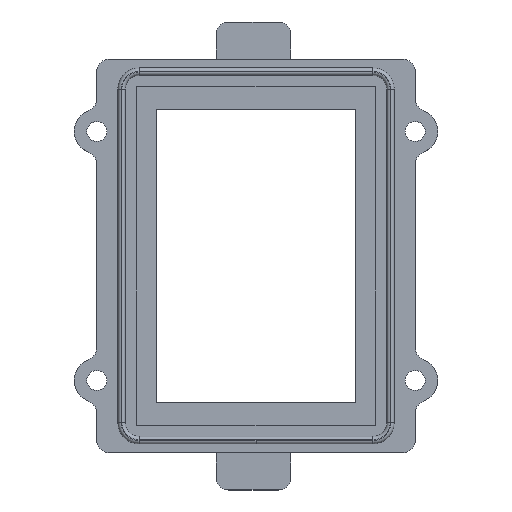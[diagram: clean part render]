
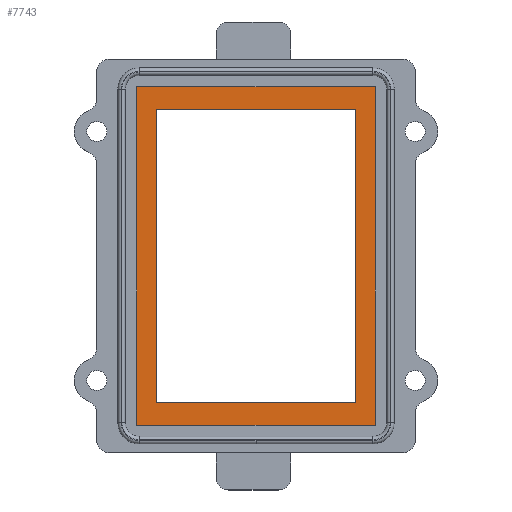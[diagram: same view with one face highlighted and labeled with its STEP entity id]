
A CAD part, top view. The second image highlights one B-rep face of the part: STEP entity #7743.
In plain terms, the highlighted planar face has unit normal (0, 0, 1).
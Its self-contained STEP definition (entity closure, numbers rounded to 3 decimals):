
#507 = PLANE('',#508);
#508 = AXIS2_PLACEMENT_3D('',#509,#510,#511);
#509 = CARTESIAN_POINT('',(-139.,68.,40.));
#510 = DIRECTION('',(0.,-1.,0.));
#511 = DIRECTION('',(1.,0.,0.));
#535 = PLANE('',#536);
#536 = AXIS2_PLACEMENT_3D('',#537,#538,#539);
#537 = CARTESIAN_POINT('',(-43.,68.,40.));
#538 = DIRECTION('',(-1.,0.,0.));
#539 = DIRECTION('',(0.,-1.,0.));
#563 = PLANE('',#564);
#564 = AXIS2_PLACEMENT_3D('',#565,#566,#567);
#565 = CARTESIAN_POINT('',(-43.,-68.,40.));
#566 = DIRECTION('',(0.,1.,0.));
#567 = DIRECTION('',(-1.,0.,0.));
#589 = PLANE('',#590);
#590 = AXIS2_PLACEMENT_3D('',#591,#592,#593);
#591 = CARTESIAN_POINT('',(-139.,-68.,40.));
#592 = DIRECTION('',(1.,0.,0.));
#593 = DIRECTION('',(0.,1.,0.));
#2580 = PLANE('',#2581);
#2581 = AXIS2_PLACEMENT_3D('',#2582,#2583,#2584);
#2582 = CARTESIAN_POINT('',(-51.,0.,25.));
#2583 = DIRECTION('',(1.,0.,0.));
#2584 = DIRECTION('',(0.,0.,1.));
#2608 = PLANE('',#2609);
#2609 = AXIS2_PLACEMENT_3D('',#2610,#2611,#2612);
#2610 = CARTESIAN_POINT('',(-51.,59.,25.));
#2611 = DIRECTION('',(0.,-1.,0.));
#2612 = DIRECTION('',(0.,0.,-1.));
#2636 = PLANE('',#2637);
#2637 = AXIS2_PLACEMENT_3D('',#2638,#2639,#2640);
#2638 = CARTESIAN_POINT('',(-131.,0.,25.));
#2639 = DIRECTION('',(1.,0.,0.));
#2640 = DIRECTION('',(0.,0.,1.));
#2662 = PLANE('',#2663);
#2663 = AXIS2_PLACEMENT_3D('',#2664,#2665,#2666);
#2664 = CARTESIAN_POINT('',(-91.,-59.,27.5));
#2665 = DIRECTION('',(0.,-1.,0.));
#2666 = DIRECTION('',(0.,0.,-1.));
#7673 = VERTEX_POINT('',#7674);
#7674 = CARTESIAN_POINT('',(-51.,-59.,30.));
#7695 = EDGE_CURVE('',#7696,#7673,#7698,.T.);
#7696 = VERTEX_POINT('',#7697);
#7697 = CARTESIAN_POINT('',(-51.,59.,30.));
#7698 = SURFACE_CURVE('',#7699,(#7703,#7710),.PCURVE_S1.);
#7699 = LINE('',#7700,#7701);
#7700 = CARTESIAN_POINT('',(-51.,34.,30.));
#7701 = VECTOR('',#7702,1.);
#7702 = DIRECTION('',(0.,-1.,0.));
#7703 = PCURVE('',#2580,#7704);
#7704 = DEFINITIONAL_REPRESENTATION('',(#7705),#7709);
#7705 = LINE('',#7706,#7707);
#7706 = CARTESIAN_POINT('',(5.,-34.));
#7707 = VECTOR('',#7708,1.);
#7708 = DIRECTION('',(0.,1.));
#7709 = ( GEOMETRIC_REPRESENTATION_CONTEXT(2) 
PARAMETRIC_REPRESENTATION_CONTEXT() REPRESENTATION_CONTEXT('2D SPACE',''
  ) );
#7710 = PCURVE('',#7711,#7716);
#7711 = PLANE('',#7712);
#7712 = AXIS2_PLACEMENT_3D('',#7713,#7714,#7715);
#7713 = CARTESIAN_POINT('',(-139.,68.,30.));
#7714 = DIRECTION('',(0.,0.,1.));
#7715 = DIRECTION('',(1.,0.,0.));
#7716 = DEFINITIONAL_REPRESENTATION('',(#7717),#7721);
#7717 = LINE('',#7718,#7719);
#7718 = CARTESIAN_POINT('',(88.,-34.));
#7719 = VECTOR('',#7720,1.);
#7720 = DIRECTION('',(0.,-1.));
#7721 = ( GEOMETRIC_REPRESENTATION_CONTEXT(2) 
PARAMETRIC_REPRESENTATION_CONTEXT() REPRESENTATION_CONTEXT('2D SPACE',''
  ) );
#7743 = ADVANCED_FACE('',(#7744,#7838),#7711,.T.);
#7744 = FACE_BOUND('',#7745,.T.);
#7745 = EDGE_LOOP('',(#7746,#7771,#7794,#7817));
#7746 = ORIENTED_EDGE('',*,*,#7747,.F.);
#7747 = EDGE_CURVE('',#7748,#7750,#7752,.T.);
#7748 = VERTEX_POINT('',#7749);
#7749 = CARTESIAN_POINT('',(-139.,68.,30.));
#7750 = VERTEX_POINT('',#7751);
#7751 = CARTESIAN_POINT('',(-43.,68.,30.));
#7752 = SURFACE_CURVE('',#7753,(#7757,#7764),.PCURVE_S1.);
#7753 = LINE('',#7754,#7755);
#7754 = CARTESIAN_POINT('',(-139.,68.,30.));
#7755 = VECTOR('',#7756,1.);
#7756 = DIRECTION('',(1.,0.,0.));
#7757 = PCURVE('',#7711,#7758);
#7758 = DEFINITIONAL_REPRESENTATION('',(#7759),#7763);
#7759 = LINE('',#7760,#7761);
#7760 = CARTESIAN_POINT('',(0.,0.));
#7761 = VECTOR('',#7762,1.);
#7762 = DIRECTION('',(1.,0.));
#7763 = ( GEOMETRIC_REPRESENTATION_CONTEXT(2) 
PARAMETRIC_REPRESENTATION_CONTEXT() REPRESENTATION_CONTEXT('2D SPACE',''
  ) );
#7764 = PCURVE('',#507,#7765);
#7765 = DEFINITIONAL_REPRESENTATION('',(#7766),#7770);
#7766 = LINE('',#7767,#7768);
#7767 = CARTESIAN_POINT('',(0.,-10.));
#7768 = VECTOR('',#7769,1.);
#7769 = DIRECTION('',(1.,0.));
#7770 = ( GEOMETRIC_REPRESENTATION_CONTEXT(2) 
PARAMETRIC_REPRESENTATION_CONTEXT() REPRESENTATION_CONTEXT('2D SPACE',''
  ) );
#7771 = ORIENTED_EDGE('',*,*,#7772,.F.);
#7772 = EDGE_CURVE('',#7773,#7748,#7775,.T.);
#7773 = VERTEX_POINT('',#7774);
#7774 = CARTESIAN_POINT('',(-139.,-68.,30.));
#7775 = SURFACE_CURVE('',#7776,(#7780,#7787),.PCURVE_S1.);
#7776 = LINE('',#7777,#7778);
#7777 = CARTESIAN_POINT('',(-139.,-68.,30.));
#7778 = VECTOR('',#7779,1.);
#7779 = DIRECTION('',(0.,1.,0.));
#7780 = PCURVE('',#7711,#7781);
#7781 = DEFINITIONAL_REPRESENTATION('',(#7782),#7786);
#7782 = LINE('',#7783,#7784);
#7783 = CARTESIAN_POINT('',(0.,-136.));
#7784 = VECTOR('',#7785,1.);
#7785 = DIRECTION('',(0.,1.));
#7786 = ( GEOMETRIC_REPRESENTATION_CONTEXT(2) 
PARAMETRIC_REPRESENTATION_CONTEXT() REPRESENTATION_CONTEXT('2D SPACE',''
  ) );
#7787 = PCURVE('',#589,#7788);
#7788 = DEFINITIONAL_REPRESENTATION('',(#7789),#7793);
#7789 = LINE('',#7790,#7791);
#7790 = CARTESIAN_POINT('',(0.,-10.));
#7791 = VECTOR('',#7792,1.);
#7792 = DIRECTION('',(1.,0.));
#7793 = ( GEOMETRIC_REPRESENTATION_CONTEXT(2) 
PARAMETRIC_REPRESENTATION_CONTEXT() REPRESENTATION_CONTEXT('2D SPACE',''
  ) );
#7794 = ORIENTED_EDGE('',*,*,#7795,.F.);
#7795 = EDGE_CURVE('',#7796,#7773,#7798,.T.);
#7796 = VERTEX_POINT('',#7797);
#7797 = CARTESIAN_POINT('',(-43.,-68.,30.));
#7798 = SURFACE_CURVE('',#7799,(#7803,#7810),.PCURVE_S1.);
#7799 = LINE('',#7800,#7801);
#7800 = CARTESIAN_POINT('',(-43.,-68.,30.));
#7801 = VECTOR('',#7802,1.);
#7802 = DIRECTION('',(-1.,0.,0.));
#7803 = PCURVE('',#7711,#7804);
#7804 = DEFINITIONAL_REPRESENTATION('',(#7805),#7809);
#7805 = LINE('',#7806,#7807);
#7806 = CARTESIAN_POINT('',(96.,-136.));
#7807 = VECTOR('',#7808,1.);
#7808 = DIRECTION('',(-1.,0.));
#7809 = ( GEOMETRIC_REPRESENTATION_CONTEXT(2) 
PARAMETRIC_REPRESENTATION_CONTEXT() REPRESENTATION_CONTEXT('2D SPACE',''
  ) );
#7810 = PCURVE('',#563,#7811);
#7811 = DEFINITIONAL_REPRESENTATION('',(#7812),#7816);
#7812 = LINE('',#7813,#7814);
#7813 = CARTESIAN_POINT('',(0.,-10.));
#7814 = VECTOR('',#7815,1.);
#7815 = DIRECTION('',(1.,0.));
#7816 = ( GEOMETRIC_REPRESENTATION_CONTEXT(2) 
PARAMETRIC_REPRESENTATION_CONTEXT() REPRESENTATION_CONTEXT('2D SPACE',''
  ) );
#7817 = ORIENTED_EDGE('',*,*,#7818,.F.);
#7818 = EDGE_CURVE('',#7750,#7796,#7819,.T.);
#7819 = SURFACE_CURVE('',#7820,(#7824,#7831),.PCURVE_S1.);
#7820 = LINE('',#7821,#7822);
#7821 = CARTESIAN_POINT('',(-43.,68.,30.));
#7822 = VECTOR('',#7823,1.);
#7823 = DIRECTION('',(0.,-1.,0.));
#7824 = PCURVE('',#7711,#7825);
#7825 = DEFINITIONAL_REPRESENTATION('',(#7826),#7830);
#7826 = LINE('',#7827,#7828);
#7827 = CARTESIAN_POINT('',(96.,0.));
#7828 = VECTOR('',#7829,1.);
#7829 = DIRECTION('',(0.,-1.));
#7830 = ( GEOMETRIC_REPRESENTATION_CONTEXT(2) 
PARAMETRIC_REPRESENTATION_CONTEXT() REPRESENTATION_CONTEXT('2D SPACE',''
  ) );
#7831 = PCURVE('',#535,#7832);
#7832 = DEFINITIONAL_REPRESENTATION('',(#7833),#7837);
#7833 = LINE('',#7834,#7835);
#7834 = CARTESIAN_POINT('',(0.,-10.));
#7835 = VECTOR('',#7836,1.);
#7836 = DIRECTION('',(1.,0.));
#7837 = ( GEOMETRIC_REPRESENTATION_CONTEXT(2) 
PARAMETRIC_REPRESENTATION_CONTEXT() REPRESENTATION_CONTEXT('2D SPACE',''
  ) );
#7838 = FACE_BOUND('',#7839,.T.);
#7839 = EDGE_LOOP('',(#7840,#7863,#7864,#7887));
#7840 = ORIENTED_EDGE('',*,*,#7841,.T.);
#7841 = EDGE_CURVE('',#7842,#7696,#7844,.T.);
#7842 = VERTEX_POINT('',#7843);
#7843 = CARTESIAN_POINT('',(-131.,59.,30.));
#7844 = SURFACE_CURVE('',#7845,(#7849,#7856),.PCURVE_S1.);
#7845 = LINE('',#7846,#7847);
#7846 = CARTESIAN_POINT('',(-135.,59.,30.));
#7847 = VECTOR('',#7848,1.);
#7848 = DIRECTION('',(1.,0.,0.));
#7849 = PCURVE('',#7711,#7850);
#7850 = DEFINITIONAL_REPRESENTATION('',(#7851),#7855);
#7851 = LINE('',#7852,#7853);
#7852 = CARTESIAN_POINT('',(4.,-9.));
#7853 = VECTOR('',#7854,1.);
#7854 = DIRECTION('',(1.,0.));
#7855 = ( GEOMETRIC_REPRESENTATION_CONTEXT(2) 
PARAMETRIC_REPRESENTATION_CONTEXT() REPRESENTATION_CONTEXT('2D SPACE',''
  ) );
#7856 = PCURVE('',#2608,#7857);
#7857 = DEFINITIONAL_REPRESENTATION('',(#7858),#7862);
#7858 = LINE('',#7859,#7860);
#7859 = CARTESIAN_POINT('',(-5.,-84.));
#7860 = VECTOR('',#7861,1.);
#7861 = DIRECTION('',(0.,1.));
#7862 = ( GEOMETRIC_REPRESENTATION_CONTEXT(2) 
PARAMETRIC_REPRESENTATION_CONTEXT() REPRESENTATION_CONTEXT('2D SPACE',''
  ) );
#7863 = ORIENTED_EDGE('',*,*,#7695,.T.);
#7864 = ORIENTED_EDGE('',*,*,#7865,.T.);
#7865 = EDGE_CURVE('',#7673,#7866,#7868,.T.);
#7866 = VERTEX_POINT('',#7867);
#7867 = CARTESIAN_POINT('',(-131.,-59.,30.));
#7868 = SURFACE_CURVE('',#7869,(#7873,#7880),.PCURVE_S1.);
#7869 = LINE('',#7870,#7871);
#7870 = CARTESIAN_POINT('',(-95.,-59.,30.));
#7871 = VECTOR('',#7872,1.);
#7872 = DIRECTION('',(-1.,0.,0.));
#7873 = PCURVE('',#7711,#7874);
#7874 = DEFINITIONAL_REPRESENTATION('',(#7875),#7879);
#7875 = LINE('',#7876,#7877);
#7876 = CARTESIAN_POINT('',(44.,-127.));
#7877 = VECTOR('',#7878,1.);
#7878 = DIRECTION('',(-1.,0.));
#7879 = ( GEOMETRIC_REPRESENTATION_CONTEXT(2) 
PARAMETRIC_REPRESENTATION_CONTEXT() REPRESENTATION_CONTEXT('2D SPACE',''
  ) );
#7880 = PCURVE('',#2662,#7881);
#7881 = DEFINITIONAL_REPRESENTATION('',(#7882),#7886);
#7882 = LINE('',#7883,#7884);
#7883 = CARTESIAN_POINT('',(-2.5,-4.));
#7884 = VECTOR('',#7885,1.);
#7885 = DIRECTION('',(0.,-1.));
#7886 = ( GEOMETRIC_REPRESENTATION_CONTEXT(2) 
PARAMETRIC_REPRESENTATION_CONTEXT() REPRESENTATION_CONTEXT('2D SPACE',''
  ) );
#7887 = ORIENTED_EDGE('',*,*,#7888,.F.);
#7888 = EDGE_CURVE('',#7842,#7866,#7889,.T.);
#7889 = SURFACE_CURVE('',#7890,(#7894,#7901),.PCURVE_S1.);
#7890 = LINE('',#7891,#7892);
#7891 = CARTESIAN_POINT('',(-131.,34.,30.));
#7892 = VECTOR('',#7893,1.);
#7893 = DIRECTION('',(0.,-1.,0.));
#7894 = PCURVE('',#7711,#7895);
#7895 = DEFINITIONAL_REPRESENTATION('',(#7896),#7900);
#7896 = LINE('',#7897,#7898);
#7897 = CARTESIAN_POINT('',(8.,-34.));
#7898 = VECTOR('',#7899,1.);
#7899 = DIRECTION('',(0.,-1.));
#7900 = ( GEOMETRIC_REPRESENTATION_CONTEXT(2) 
PARAMETRIC_REPRESENTATION_CONTEXT() REPRESENTATION_CONTEXT('2D SPACE',''
  ) );
#7901 = PCURVE('',#2636,#7902);
#7902 = DEFINITIONAL_REPRESENTATION('',(#7903),#7907);
#7903 = LINE('',#7904,#7905);
#7904 = CARTESIAN_POINT('',(5.,-34.));
#7905 = VECTOR('',#7906,1.);
#7906 = DIRECTION('',(0.,1.));
#7907 = ( GEOMETRIC_REPRESENTATION_CONTEXT(2) 
PARAMETRIC_REPRESENTATION_CONTEXT() REPRESENTATION_CONTEXT('2D SPACE',''
  ) );
